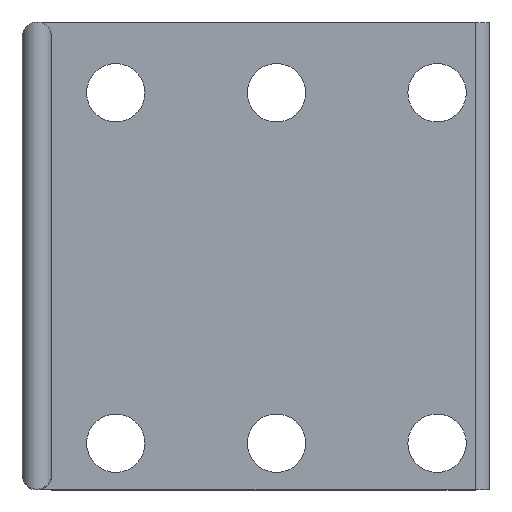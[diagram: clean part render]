
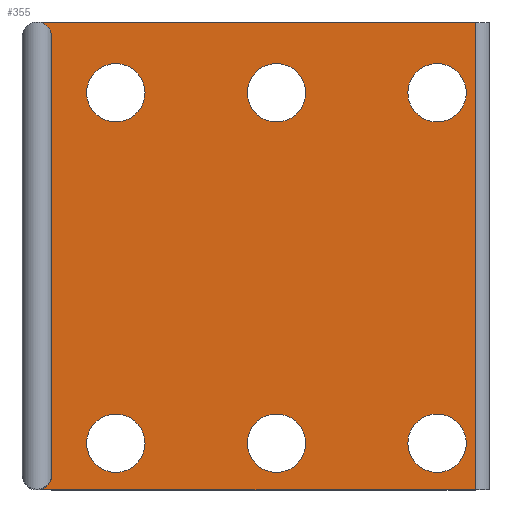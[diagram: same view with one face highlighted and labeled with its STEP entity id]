
A CAD part, top view. The second image highlights one B-rep face of the part: STEP entity #355.
In plain terms, the highlighted planar face has unit normal (0, 0, 1).
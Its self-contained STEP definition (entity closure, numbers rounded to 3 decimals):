
#27=FACE_BOUND('',#72,.T.);
#28=FACE_BOUND('',#73,.T.);
#29=FACE_BOUND('',#74,.T.);
#30=FACE_BOUND('',#75,.T.);
#31=FACE_BOUND('',#76,.T.);
#32=FACE_BOUND('',#77,.T.);
#52=FACE_OUTER_BOUND('',#71,.T.);
#71=EDGE_LOOP('',(#285,#286,#287,#288,#289,#290));
#72=EDGE_LOOP('',(#291));
#73=EDGE_LOOP('',(#292));
#74=EDGE_LOOP('',(#293));
#75=EDGE_LOOP('',(#294));
#76=EDGE_LOOP('',(#295));
#77=EDGE_LOOP('',(#296));
#96=CIRCLE('',#387,2.5);
#97=CIRCLE('',#392,2.5);
#99=CIRCLE('',#397,5.);
#100=CIRCLE('',#398,5.);
#101=CIRCLE('',#399,5.);
#102=CIRCLE('',#400,5.);
#103=CIRCLE('',#401,5.);
#104=CIRCLE('',#402,5.);
#115=LINE('',#538,#141);
#126=LINE('',#575,#152);
#128=LINE('',#580,#154);
#130=LINE('',#583,#156);
#141=VECTOR('',#428,10.);
#152=VECTOR('',#465,10.);
#154=VECTOR('',#471,10.);
#156=VECTOR('',#475,10.);
#165=VERTEX_POINT('',#530);
#168=VERTEX_POINT('',#536);
#176=VERTEX_POINT('',#558);
#179=VERTEX_POINT('',#568);
#180=VERTEX_POINT('',#570);
#181=VERTEX_POINT('',#574);
#183=VERTEX_POINT('',#584);
#184=VERTEX_POINT('',#586);
#185=VERTEX_POINT('',#588);
#186=VERTEX_POINT('',#590);
#187=VERTEX_POINT('',#592);
#188=VERTEX_POINT('',#594);
#200=EDGE_CURVE('',#168,#165,#115,.T.);
#210=EDGE_CURVE('',#165,#176,#96,.F.);
#216=EDGE_CURVE('',#179,#180,#97,.F.);
#218=EDGE_CURVE('',#180,#181,#126,.T.);
#221=EDGE_CURVE('',#181,#168,#128,.T.);
#223=EDGE_CURVE('',#176,#179,#130,.T.);
#224=EDGE_CURVE('',#183,#183,#99,.T.);
#225=EDGE_CURVE('',#184,#184,#100,.T.);
#226=EDGE_CURVE('',#185,#185,#101,.T.);
#227=EDGE_CURVE('',#186,#186,#102,.T.);
#228=EDGE_CURVE('',#187,#187,#103,.T.);
#229=EDGE_CURVE('',#188,#188,#104,.T.);
#285=ORIENTED_EDGE('',*,*,#221,.F.);
#286=ORIENTED_EDGE('',*,*,#218,.F.);
#287=ORIENTED_EDGE('',*,*,#216,.F.);
#288=ORIENTED_EDGE('',*,*,#223,.F.);
#289=ORIENTED_EDGE('',*,*,#210,.F.);
#290=ORIENTED_EDGE('',*,*,#200,.F.);
#291=ORIENTED_EDGE('',*,*,#224,.T.);
#292=ORIENTED_EDGE('',*,*,#225,.T.);
#293=ORIENTED_EDGE('',*,*,#226,.T.);
#294=ORIENTED_EDGE('',*,*,#227,.T.);
#295=ORIENTED_EDGE('',*,*,#228,.T.);
#296=ORIENTED_EDGE('',*,*,#229,.T.);
#344=PLANE('',#396);
#355=ADVANCED_FACE('',(#52,#27,#28,#29,#30,#31,#32),#344,.T.);
#387=AXIS2_PLACEMENT_3D('',#559,#447,#448);
#392=AXIS2_PLACEMENT_3D('',#571,#460,#461);
#396=AXIS2_PLACEMENT_3D('',#582,#473,#474);
#397=AXIS2_PLACEMENT_3D('',#585,#476,#477);
#398=AXIS2_PLACEMENT_3D('',#587,#478,#479);
#399=AXIS2_PLACEMENT_3D('',#589,#480,#481);
#400=AXIS2_PLACEMENT_3D('',#591,#482,#483);
#401=AXIS2_PLACEMENT_3D('',#593,#484,#485);
#402=AXIS2_PLACEMENT_3D('',#595,#486,#487);
#428=DIRECTION('',(-1.,0.,0.));
#447=DIRECTION('center_axis',(0.,0.,-1.));
#448=DIRECTION('ref_axis',(0.707,-0.707,0.));
#460=DIRECTION('center_axis',(0.,0.,-1.));
#461=DIRECTION('ref_axis',(0.707,0.707,0.));
#465=DIRECTION('',(1.,0.,0.));
#471=DIRECTION('',(0.,-1.,0.));
#473=DIRECTION('center_axis',(0.,0.,1.));
#474=DIRECTION('ref_axis',(1.,0.,0.));
#475=DIRECTION('',(0.,1.,0.));
#476=DIRECTION('center_axis',(0.,0.,-1.));
#477=DIRECTION('ref_axis',(-1.,0.,0.));
#478=DIRECTION('center_axis',(0.,0.,-1.));
#479=DIRECTION('ref_axis',(-1.,0.,0.));
#480=DIRECTION('center_axis',(0.,0.,-1.));
#481=DIRECTION('ref_axis',(-1.,0.,0.));
#482=DIRECTION('center_axis',(0.,0.,-1.));
#483=DIRECTION('ref_axis',(-1.,0.,0.));
#484=DIRECTION('center_axis',(0.,0.,-1.));
#485=DIRECTION('ref_axis',(-1.,0.,0.));
#486=DIRECTION('center_axis',(0.,0.,-1.));
#487=DIRECTION('ref_axis',(-1.,0.,0.));
#530=CARTESIAN_POINT('',(-2.5,0.,0.));
#536=CARTESIAN_POINT('',(72.5,0.,0.));
#538=CARTESIAN_POINT('',(75.,0.,0.));
#558=CARTESIAN_POINT('',(0.,2.5,0.));
#559=CARTESIAN_POINT('Origin',(-2.5,2.5,0.));
#568=CARTESIAN_POINT('',(0.,77.5,0.));
#570=CARTESIAN_POINT('',(-2.5,80.,0.));
#571=CARTESIAN_POINT('Origin',(-2.5,77.5,0.));
#574=CARTESIAN_POINT('',(72.5,80.,0.));
#575=CARTESIAN_POINT('',(75.,80.,0.));
#580=CARTESIAN_POINT('',(72.5,0.,0.));
#582=CARTESIAN_POINT('Origin',(0.,0.,0.));
#583=CARTESIAN_POINT('',(0.,0.,0.));
#584=CARTESIAN_POINT('',(71.,68.,0.));
#585=CARTESIAN_POINT('Origin',(66.,68.,0.));
#586=CARTESIAN_POINT('',(16.,68.,0.));
#587=CARTESIAN_POINT('Origin',(11.,68.,0.));
#588=CARTESIAN_POINT('',(43.5,68.,0.));
#589=CARTESIAN_POINT('Origin',(38.5,68.,0.));
#590=CARTESIAN_POINT('',(71.,8.,0.));
#591=CARTESIAN_POINT('Origin',(66.,8.,0.));
#592=CARTESIAN_POINT('',(16.,8.,0.));
#593=CARTESIAN_POINT('Origin',(11.,8.,0.));
#594=CARTESIAN_POINT('',(43.5,8.,0.));
#595=CARTESIAN_POINT('Origin',(38.5,8.,0.));
